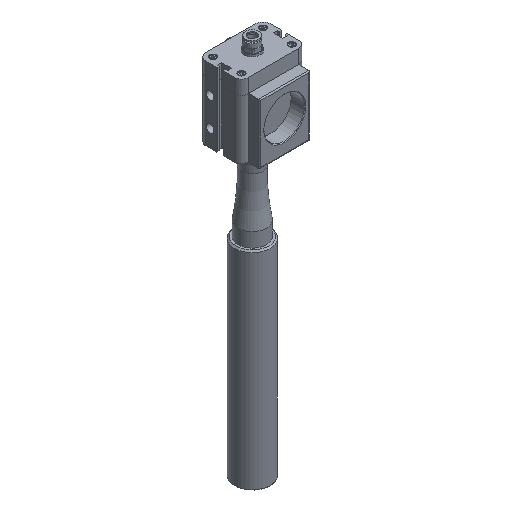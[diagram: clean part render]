
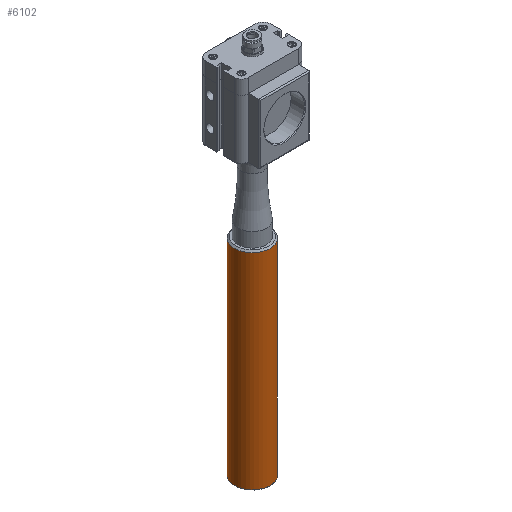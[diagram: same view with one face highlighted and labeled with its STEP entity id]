
A CAD part, isometric view. The second image highlights one B-rep face of the part: STEP entity #6102.
In plain terms, the highlighted cylindrical face has radius 25 mm (diameter 50 mm), a full revolution.
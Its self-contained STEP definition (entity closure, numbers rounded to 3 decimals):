
#248=LINE('',#9208,#733);
#733=VECTOR('',#7281,25.);
#1217=CYLINDRICAL_SURFACE('',#6523,25.);
#1314=FACE_OUTER_BOUND('',#1677,.T.);
#1677=EDGE_LOOP('',(#4055,#4056,#4057,#4058));
#2109=CIRCLE('',#6521,25.);
#2111=CIRCLE('',#6524,25.);
#2457=VERTEX_POINT('',#9201);
#2459=VERTEX_POINT('',#9207);
#3108=EDGE_CURVE('',#2457,#2457,#2109,.T.);
#3111=EDGE_CURVE('',#2457,#2459,#248,.T.);
#3112=EDGE_CURVE('',#2459,#2459,#2111,.T.);
#4055=ORIENTED_EDGE('',*,*,#3108,.F.);
#4056=ORIENTED_EDGE('',*,*,#3111,.T.);
#4057=ORIENTED_EDGE('',*,*,#3112,.F.);
#4058=ORIENTED_EDGE('',*,*,#3111,.F.);
#6102=ADVANCED_FACE('',(#1314),#1217,.T.);
#6521=AXIS2_PLACEMENT_3D('',#9202,#7274,#7275);
#6523=AXIS2_PLACEMENT_3D('',#9206,#7279,#7280);
#6524=AXIS2_PLACEMENT_3D('',#9209,#7282,#7283);
#7274=DIRECTION('center_axis',(0.,0.,
1.));
#7275=DIRECTION('ref_axis',(-0.986,-0.166,0.));
#7279=DIRECTION('center_axis',(0.,0.,
1.));
#7280=DIRECTION('ref_axis',(-0.986,-0.166,0.));
#7281=DIRECTION('',(0.,0.,-1.));
#7282=DIRECTION('center_axis',(0.,0.,
-1.));
#7283=DIRECTION('ref_axis',(-0.986,-0.166,0.));
#9201=CARTESIAN_POINT('',(24.653,4.152,-168.));
#9202=CARTESIAN_POINT('Origin',(0.,0.,
-168.));
#9206=CARTESIAN_POINT('Origin',(0.,0.,
-456.));
#9207=CARTESIAN_POINT('',(24.653,4.152,-455.));
#9208=CARTESIAN_POINT('',(24.653,4.152,-456.));
#9209=CARTESIAN_POINT('Origin',(0.,0.,
-455.));
